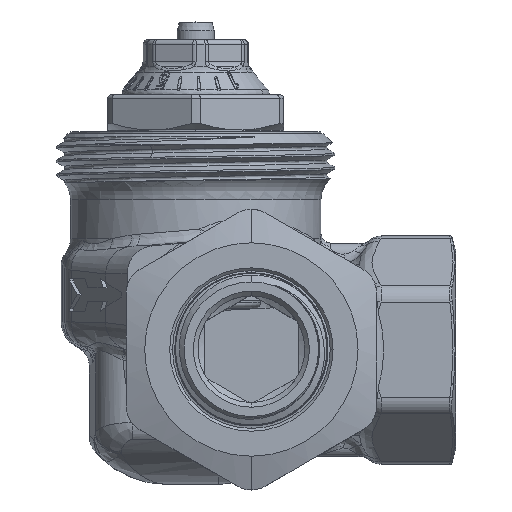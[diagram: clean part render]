
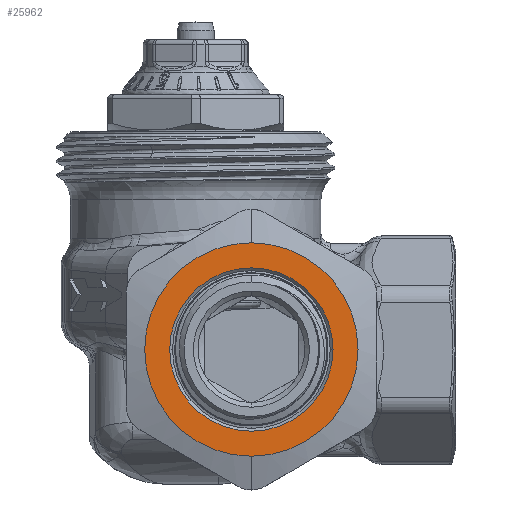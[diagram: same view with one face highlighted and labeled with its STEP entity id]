
A CAD part, top view. The second image highlights one B-rep face of the part: STEP entity #25962.
In plain terms, the highlighted planar face has unit normal (0, 0, 1).
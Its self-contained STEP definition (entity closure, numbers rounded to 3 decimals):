
#2662=CARTESIAN_POINT('',(6.,0.,32.25));
#2663=DIRECTION('',(0.,0.,1.));
#2664=DIRECTION('',(1.,0.,0.));
#2665=AXIS2_PLACEMENT_3D('',#2662,#2663,#2664);
#2672=CARTESIAN_POINT('',(6.,0.,32.25));
#2673=DIRECTION('',(0.,0.,1.));
#2674=DIRECTION('',(0.,1.,0.));
#2675=AXIS2_PLACEMENT_3D('',#2672,#2673,#2674);
#2677=CARTESIAN_POINT('',(6.,0.,32.25));
#2678=DIRECTION('',(0.,0.,1.));
#2679=DIRECTION('',(0.,-1.,0.));
#2680=AXIS2_PLACEMENT_3D('',#2677,#2678,#2679);
#20594=CARTESIAN_POINT('',(6.,0.,32.25));
#20595=DIRECTION('',(0.,0.,1.));
#20596=DIRECTION('',(-1.,0.,0.));
#20597=AXIS2_PLACEMENT_3D('',#20594,#20595,#20596);
#22321=CARTESIAN_POINT('',(6.,11.5,32.25));
#22322=CARTESIAN_POINT('',(6.,-11.5,32.25));
#22323=VERTEX_POINT('',#22321);
#22324=VERTEX_POINT('',#22322);
#22347=CARTESIAN_POINT('',(14.8,0.,32.25));
#22348=CARTESIAN_POINT('',(-2.8,0.,32.25));
#22349=VERTEX_POINT('',#22347);
#22350=VERTEX_POINT('',#22348);
#25946=CARTESIAN_POINT('',(6.,0.,32.25));
#25947=DIRECTION('',(0.,0.,1.));
#25948=DIRECTION('',(0.,1.,0.));
#25949=AXIS2_PLACEMENT_3D('',#25946,#25947,#25948);
#25950=PLANE('',#25949);
#25952=ORIENTED_EDGE('',*,*,#25951,.F.);
#25954=ORIENTED_EDGE('',*,*,#25953,.F.);
#25955=EDGE_LOOP('',(#25952,#25954));
#25956=FACE_OUTER_BOUND('',#25955,.F.);
#25958=ORIENTED_EDGE('',*,*,#25957,.T.);
#25959=ORIENTED_EDGE('',*,*,#25936,.T.);
#25960=EDGE_LOOP('',(#25958,#25959));
#25961=FACE_BOUND('',#25960,.F.);
#25962=ADVANCED_FACE('',(#25956,#25961),#25950,.T.);
#2666=CIRCLE('',#2665,8.8);
#2676=CIRCLE('',#2675,11.5);
#2681=CIRCLE('',#2680,11.5);
#20598=CIRCLE('',#20597,8.8);
#25936=EDGE_CURVE('',#22349,#22350,#2666,.T.);
#25951=EDGE_CURVE('',#22323,#22324,#2676,.T.);
#25953=EDGE_CURVE('',#22324,#22323,#2681,.T.);
#25957=EDGE_CURVE('',#22350,#22349,#20598,.T.);
